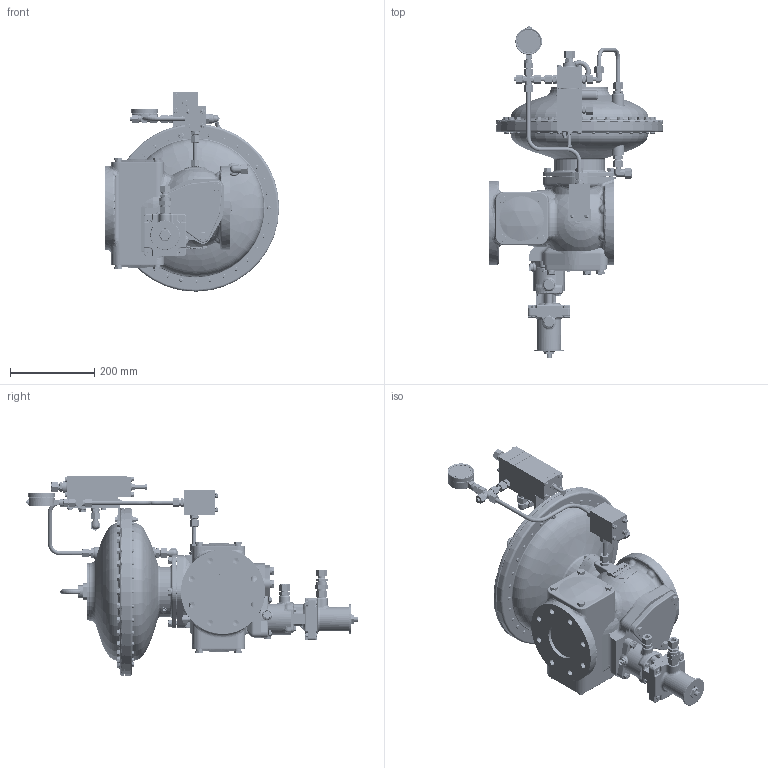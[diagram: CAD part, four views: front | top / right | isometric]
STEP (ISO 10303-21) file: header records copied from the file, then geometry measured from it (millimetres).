
FILE_DESCRIPTION (( 'STEP AP214' ), '1' );
FILE_NAME ('15057500_HON372_DN80_RE2_K1a_K2b_3_HON650.STEP', '2019-04-01T12:42:02', ( '' ), ( '' ), 'SwSTEP 2.0', 'SolidWorks 2017', '' );
FILE_SCHEMA (( 'AUTOMOTIVE_DESIGN' ));
Length unit declared in the file: millimetre
Products named in the file (1): 15057500_HON372_DN80_RE2_K1a_K2b_3_HON650
Bounding box: 414 x 788.26 x 473.14 mm (x, y, z)
Volume: 23834687.2 mm3; surface area: 1055903.3 mm2
Topology: 1 solids, 1 shells, 4928 faces, 11913 edges, 7275 vertices
Faces by surface type: plane 2018, cone 1176, cylinder 1004, bspline 416, torus 273, sphere 41
Entity records: 222547 total; most frequent: CARTESIAN_POINT 113027, ORIENTED_EDGE 23698, DIRECTION 19222, EDGE_CURVE 11849, AXIS2_PLACEMENT_3D 7458, VERTEX_POINT 7273, EDGE_LOOP 5326, ADVANCED_FACE 4928
